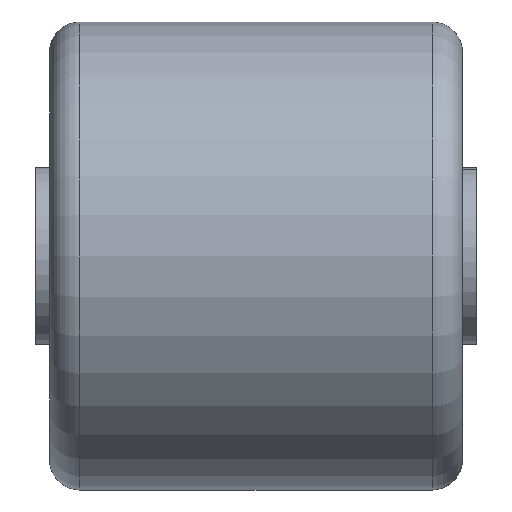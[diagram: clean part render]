
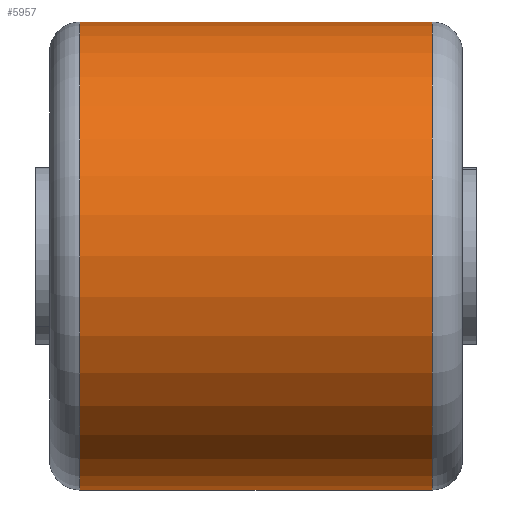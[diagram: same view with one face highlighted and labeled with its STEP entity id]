
A CAD part, front view. The second image highlights one B-rep face of the part: STEP entity #5957.
In plain terms, the highlighted cylindrical face has radius 42.5 mm (diameter 85 mm), a partial arc.
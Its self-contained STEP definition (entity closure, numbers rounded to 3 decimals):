
#193 = ORIENTED_EDGE ( 'NONE', *, *, #836, .F. ) ;
#264 = AXIS2_PLACEMENT_3D ( 'NONE', #833, #1361, #1233 ) ;
#296 = EDGE_LOOP ( 'NONE', ( #193, #4594, #1721, #5187 ) ) ;
#495 = CARTESIAN_POINT ( 'NONE',  ( 32., 0., 246.329 ) ) ;
#531 = DIRECTION ( 'NONE',  ( -1., 0., 0. ) ) ;
#686 = VERTEX_POINT ( 'NONE', #5809 ) ;
#833 = CARTESIAN_POINT ( 'NONE',  ( -57.637, 0., 288.829 ) ) ;
#836 = EDGE_CURVE ( 'NONE', #4577, #686, #4512, .T. ) ;
#1039 = CARTESIAN_POINT ( 'NONE',  ( 32., 0., 331.329 ) ) ;
#1233 = DIRECTION ( 'NONE',  ( 0., 0., 1. ) ) ;
#1361 = DIRECTION ( 'NONE',  ( -1., 0., 0. ) ) ;
#1367 = AXIS2_PLACEMENT_3D ( 'NONE', #2598, #3622, #5536 ) ;
#1674 = AXIS2_PLACEMENT_3D ( 'NONE', #3521, #2666, #3039 ) ;
#1716 = CARTESIAN_POINT ( 'NONE',  ( -32., 0., 331.329 ) ) ;
#1721 = ORIENTED_EDGE ( 'NONE', *, *, #3325, .T. ) ;
#1886 = VERTEX_POINT ( 'NONE', #1716 ) ;
#2326 = FACE_OUTER_BOUND ( 'NONE', #296, .T. ) ;
#2598 = CARTESIAN_POINT ( 'NONE',  ( -32., 0., 288.829 ) ) ;
#2666 = DIRECTION ( 'NONE',  ( -1., 0., 0. ) ) ;
#2735 = CIRCLE ( 'NONE', #1674, 42.5 ) ;
#3039 = DIRECTION ( 'NONE',  ( 0., 0., 1. ) ) ;
#3325 = EDGE_CURVE ( 'NONE', #5765, #1886, #4455, .T. ) ;
#3516 = CARTESIAN_POINT ( 'NONE',  ( -57.637, 0., 331.329 ) ) ;
#3521 = CARTESIAN_POINT ( 'NONE',  ( 32., 0., 288.829 ) ) ;
#3622 = DIRECTION ( 'NONE',  ( 1., 0., 0. ) ) ;
#3680 = VECTOR ( 'NONE', #531, 1000. ) ;
#4455 = LINE ( 'NONE', #3516, #5818 ) ;
#4512 = LINE ( 'NONE', #4956, #3680 ) ;
#4577 = VERTEX_POINT ( 'NONE', #495 ) ;
#4594 = ORIENTED_EDGE ( 'NONE', *, *, #6250, .T. ) ;
#4956 = CARTESIAN_POINT ( 'NONE',  ( -57.637, 0., 246.329 ) ) ;
#5187 = ORIENTED_EDGE ( 'NONE', *, *, #6240, .T. ) ;
#5536 = DIRECTION ( 'NONE',  ( 0., 0., -1. ) ) ;
#5765 = VERTEX_POINT ( 'NONE', #1039 ) ;
#5769 = CYLINDRICAL_SURFACE ( 'NONE', #264, 42.5 ) ;
#5809 = CARTESIAN_POINT ( 'NONE',  ( -32., 0., 246.329 ) ) ;
#5818 = VECTOR ( 'NONE', #6210, 1000. ) ;
#5887 = CIRCLE ( 'NONE', #1367, 42.5 ) ;
#5957 = ADVANCED_FACE ( 'NONE', ( #2326 ), #5769, .T. ) ;
#6210 = DIRECTION ( 'NONE',  ( -1., 0., 0. ) ) ;
#6240 = EDGE_CURVE ( 'NONE', #1886, #686, #5887, .T. ) ;
#6250 = EDGE_CURVE ( 'NONE', #4577, #5765, #2735, .T. ) ;
